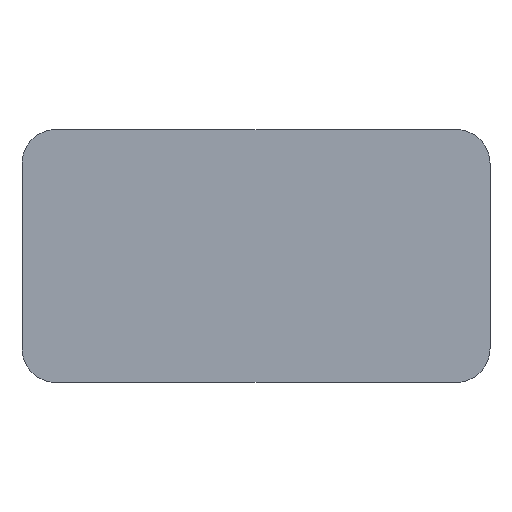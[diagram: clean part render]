
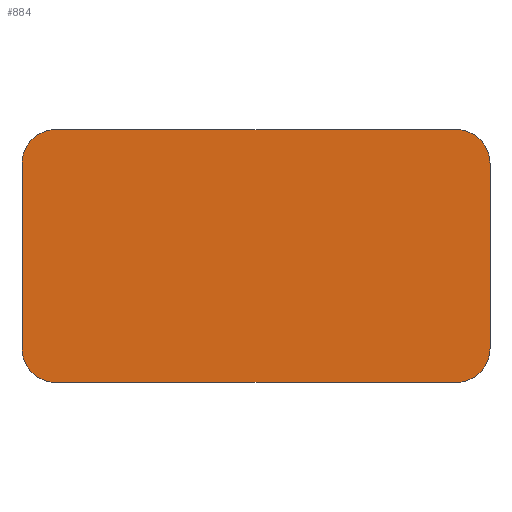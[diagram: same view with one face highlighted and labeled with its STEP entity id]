
A CAD part, top view. The second image highlights one B-rep face of the part: STEP entity #884.
In plain terms, the highlighted planar face has unit normal (0, 0, 1).
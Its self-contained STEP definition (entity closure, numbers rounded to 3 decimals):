
#88 = EDGE_CURVE ( 'NONE', #2785, #1017, #3894, .T. ) ;
#116 = CARTESIAN_POINT ( 'NONE',  ( 147.957, 93.002, 240.161 ) ) ;
#320 = ORIENTED_EDGE ( 'NONE', *, *, #3757, .T. ) ;
#347 = VECTOR ( 'NONE', #3739, 1000. ) ;
#541 = CARTESIAN_POINT ( 'NONE',  ( 147.957, 41.002, 240.161 ) ) ;
#687 = EDGE_CURVE ( 'NONE', #1017, #4970, #2895, .T. ) ;
#703 = AXIS2_PLACEMENT_3D ( 'NONE', #3599, #4091, #1395 ) ;
#850 = CIRCLE ( 'NONE', #1031, 8. ) ;
#868 = EDGE_CURVE ( 'NONE', #1171, #4019, #5333, .T. ) ;
#874 = PLANE ( 'NONE',  #4165 ) ;
#880 = DIRECTION ( 'NONE',  ( 0., 0., 1. ) ) ;
#884 = ADVANCED_FACE ( 'NONE', ( #1801 ), #874, .T. ) ;
#904 = CARTESIAN_POINT ( 'NONE',  ( 0., 0., 240.161 ) ) ;
#1017 = VERTEX_POINT ( 'NONE', #2518 ) ;
#1031 = AXIS2_PLACEMENT_3D ( 'NONE', #4688, #3355, #2914 ) ;
#1171 = VERTEX_POINT ( 'NONE', #5229 ) ;
#1216 = ORIENTED_EDGE ( 'NONE', *, *, #2516, .T. ) ;
#1257 = ORIENTED_EDGE ( 'NONE', *, *, #4134, .T. ) ;
#1271 = EDGE_CURVE ( 'NONE', #3130, #2785, #4958, .T. ) ;
#1395 = DIRECTION ( 'NONE',  ( 1., 0., 0. ) ) ;
#1801 = FACE_OUTER_BOUND ( 'NONE', #3534, .T. ) ;
#1940 = ORIENTED_EDGE ( 'NONE', *, *, #1271, .T. ) ;
#2060 = ORIENTED_EDGE ( 'NONE', *, *, #868, .T. ) ;
#2333 = CARTESIAN_POINT ( 'NONE',  ( 139.957, 41.002, 240.161 ) ) ;
#2404 = CARTESIAN_POINT ( 'NONE',  ( 147.957, 101.002, 240.161 ) ) ;
#2458 = DIRECTION ( 'NONE',  ( 1., 0., 0. ) ) ;
#2516 = EDGE_CURVE ( 'NONE', #4019, #4074, #4895, .T. ) ;
#2518 = CARTESIAN_POINT ( 'NONE',  ( 44.957, 41.002, 240.161 ) ) ;
#2556 = CARTESIAN_POINT ( 'NONE',  ( 139.957, 49.002, 240.161 ) ) ;
#2620 = CIRCLE ( 'NONE', #4568, 8. ) ;
#2648 = DIRECTION ( 'NONE',  ( 0., 0., 1. ) ) ;
#2681 = VECTOR ( 'NONE', #3088, 1000. ) ;
#2777 = CARTESIAN_POINT ( 'NONE',  ( 36.957, 41.002, 240.161 ) ) ;
#2785 = VERTEX_POINT ( 'NONE', #2909 ) ;
#2895 = LINE ( 'NONE', #4667, #2949 ) ;
#2909 = CARTESIAN_POINT ( 'NONE',  ( 36.957, 49.002, 240.161 ) ) ;
#2914 = DIRECTION ( 'NONE',  ( 1., 0., 0. ) ) ;
#2949 = VECTOR ( 'NONE', #2458, 1000. ) ;
#3018 = CARTESIAN_POINT ( 'NONE',  ( 36.957, 93.002, 240.161 ) ) ;
#3088 = DIRECTION ( 'NONE',  ( 0., 1., 0. ) ) ;
#3130 = VERTEX_POINT ( 'NONE', #3018 ) ;
#3253 = CARTESIAN_POINT ( 'NONE',  ( 44.957, 101.002, 240.161 ) ) ;
#3355 = DIRECTION ( 'NONE',  ( 0., 0., 1. ) ) ;
#3447 = EDGE_CURVE ( 'NONE', #4074, #4376, #4966, .T. ) ;
#3534 = EDGE_LOOP ( 'NONE', ( #5309, #1257, #2060, #1216, #5024, #320, #1940, #5650 ) ) ;
#3599 = CARTESIAN_POINT ( 'NONE',  ( 139.957, 93.002, 240.161 ) ) ;
#3739 = DIRECTION ( 'NONE',  ( -1., 0., 0. ) ) ;
#3757 = EDGE_CURVE ( 'NONE', #4376, #3130, #850, .T. ) ;
#3894 = CIRCLE ( 'NONE', #5758, 8. ) ;
#4019 = VERTEX_POINT ( 'NONE', #116 ) ;
#4074 = VERTEX_POINT ( 'NONE', #4954 ) ;
#4091 = DIRECTION ( 'NONE',  ( 0., 0., 1. ) ) ;
#4134 = EDGE_CURVE ( 'NONE', #4970, #1171, #2620, .T. ) ;
#4165 = AXIS2_PLACEMENT_3D ( 'NONE', #904, #2648, #5411 ) ;
#4364 = DIRECTION ( 'NONE',  ( 0., 0., 1. ) ) ;
#4372 = CARTESIAN_POINT ( 'NONE',  ( 44.957, 49.002, 240.161 ) ) ;
#4376 = VERTEX_POINT ( 'NONE', #3253 ) ;
#4568 = AXIS2_PLACEMENT_3D ( 'NONE', #2556, #4364, #5557 ) ;
#4667 = CARTESIAN_POINT ( 'NONE',  ( 147.957, 41.002, 240.161 ) ) ;
#4688 = CARTESIAN_POINT ( 'NONE',  ( 44.957, 93.002, 240.161 ) ) ;
#4895 = CIRCLE ( 'NONE', #703, 8. ) ;
#4954 = CARTESIAN_POINT ( 'NONE',  ( 139.957, 101.002, 240.161 ) ) ;
#4958 = LINE ( 'NONE', #2777, #5470 ) ;
#4966 = LINE ( 'NONE', #2404, #347 ) ;
#4970 = VERTEX_POINT ( 'NONE', #2333 ) ;
#5024 = ORIENTED_EDGE ( 'NONE', *, *, #3447, .T. ) ;
#5229 = CARTESIAN_POINT ( 'NONE',  ( 147.957, 49.002, 240.161 ) ) ;
#5245 = DIRECTION ( 'NONE',  ( 1., 0., 0. ) ) ;
#5309 = ORIENTED_EDGE ( 'NONE', *, *, #687, .T. ) ;
#5333 = LINE ( 'NONE', #541, #2681 ) ;
#5411 = DIRECTION ( 'NONE',  ( 1., 0., 0. ) ) ;
#5426 = DIRECTION ( 'NONE',  ( 0., -1., 0. ) ) ;
#5470 = VECTOR ( 'NONE', #5426, 1000. ) ;
#5557 = DIRECTION ( 'NONE',  ( 1., 0., 0. ) ) ;
#5650 = ORIENTED_EDGE ( 'NONE', *, *, #88, .T. ) ;
#5758 = AXIS2_PLACEMENT_3D ( 'NONE', #4372, #880, #5245 ) ;
